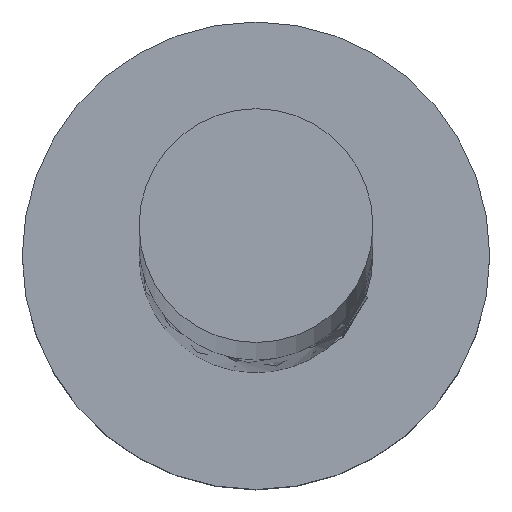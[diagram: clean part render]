
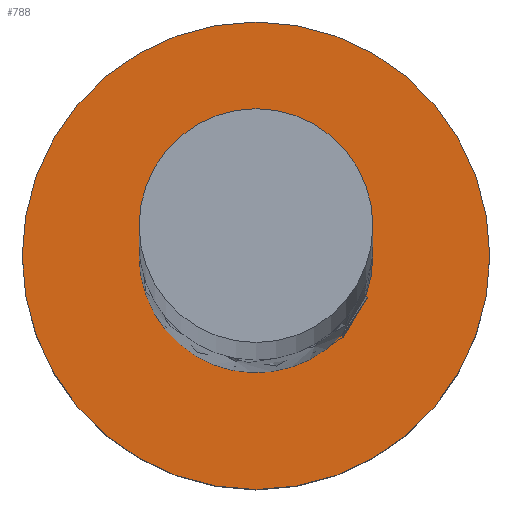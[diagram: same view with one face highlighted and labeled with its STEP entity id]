
A CAD part, top view. The second image highlights one B-rep face of the part: STEP entity #788.
In plain terms, the highlighted planar face has unit normal (0, 0, 1).
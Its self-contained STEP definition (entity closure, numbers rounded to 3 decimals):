
#46 = VERTEX_POINT ( 'NONE', #1700 ) ;
#53 = DIRECTION ( 'NONE',  ( 0., 0., 1. ) ) ;
#59 = DIRECTION ( 'NONE',  ( 1., 0., 0. ) ) ;
#72 = EDGE_CURVE ( 'NONE', #663, #500, #1645, .T. ) ;
#92 = CARTESIAN_POINT ( 'NONE',  ( 0.944, -0.35, 2. ) ) ;
#110 = EDGE_CURVE ( 'NONE', #224, #500, #1204, .T. ) ;
#118 = DIRECTION ( 'NONE',  ( 1., 0., 0. ) ) ;
#145 = VERTEX_POINT ( 'NONE', #1673 ) ;
#181 = EDGE_CURVE ( 'NONE', #46, #663, #303, .T. ) ;
#224 = VERTEX_POINT ( 'NONE', #673 ) ;
#227 = CARTESIAN_POINT ( 'NONE',  ( 0., 0., 2. ) ) ;
#241 = AXIS2_PLACEMENT_3D ( 'NONE', #766, #1344, #59 ) ;
#252 = DIRECTION ( 'NONE',  ( 0., 0., 1. ) ) ;
#270 = CARTESIAN_POINT ( 'NONE',  ( 0., 0., 2. ) ) ;
#303 =( BOUNDED_CURVE ( )  B_SPLINE_CURVE ( 1, ( #807, #428 ),
 .UNSPECIFIED., .F., .T. ) 
 B_SPLINE_CURVE_WITH_KNOTS ( ( 2, 2 ),
 ( 0., 0. ),
 .UNSPECIFIED. ) 
 CURVE ( )  GEOMETRIC_REPRESENTATION_ITEM ( )  RATIONAL_B_SPLINE_CURVE ( ( 0.995, 0.995 ) ) 
 REPRESENTATION_ITEM ( '' )  );
#399 = AXIS2_PLACEMENT_3D ( 'NONE', #270, #252, #118 ) ;
#404 = PLANE ( 'NONE',  #1161 ) ;
#425 = CIRCLE ( 'NONE', #1105, 1. ) ;
#428 = CARTESIAN_POINT ( 'NONE',  ( 0.744, -0.697, 2. ) ) ;
#480 = VERTEX_POINT ( 'NONE', #1360 ) ;
#500 = VERTEX_POINT ( 'NONE', #644 ) ;
#528 = ORIENTED_EDGE ( 'NONE', *, *, #110, .F. ) ;
#539 = CARTESIAN_POINT ( 'NONE',  ( 0.744, -0.697, 2. ) ) ;
#548 = EDGE_CURVE ( 'NONE', #480, #46, #1066, .T. ) ;
#597 = AXIS2_PLACEMENT_3D ( 'NONE', #227, #1086, #776 ) ;
#617 = EDGE_LOOP ( 'NONE', ( #1354, #1604 ) ) ;
#644 = CARTESIAN_POINT ( 'NONE',  ( 0.728, -0.686, 2. ) ) ;
#662 = CARTESIAN_POINT ( 'NONE',  ( 0.95, -0.354, 2. ) ) ;
#663 = VERTEX_POINT ( 'NONE', #977 ) ;
#673 = CARTESIAN_POINT ( 'NONE',  ( -1., 0., 2. ) ) ;
#686 = CIRCLE ( 'NONE', #597, 2. ) ;
#703 = DIRECTION ( 'NONE',  ( 1., 0., 0. ) ) ;
#766 = CARTESIAN_POINT ( 'NONE',  ( 0., 0., 2. ) ) ;
#776 = DIRECTION ( 'NONE',  ( 1., 0., 0. ) ) ;
#788 = ADVANCED_FACE ( 'NONE', ( #838, #1682 ), #404, .T. ) ;
#807 = CARTESIAN_POINT ( 'NONE',  ( 0.955, -0.357, 2. ) ) ;
#838 = FACE_OUTER_BOUND ( 'NONE', #617, .T. ) ;
#882 = ORIENTED_EDGE ( 'NONE', *, *, #548, .T. ) ;
#971 = CARTESIAN_POINT ( 'NONE',  ( 0.739, -0.694, 2. ) ) ;
#977 = CARTESIAN_POINT ( 'NONE',  ( 0.744, -0.697, 2. ) ) ;
#1002 = DIRECTION ( 'NONE',  ( 1., 0., 0. ) ) ;
#1062 = ORIENTED_EDGE ( 'NONE', *, *, #181, .T. ) ;
#1066 =( BOUNDED_CURVE ( )  B_SPLINE_CURVE ( 3, ( #1367, #92, #662, #1670 ),
 .UNSPECIFIED., .F., .T. ) 
 B_SPLINE_CURVE_WITH_KNOTS ( ( 4, 4 ),
 ( 0.001, 0.001 ),
 .UNSPECIFIED. ) 
 CURVE ( )  GEOMETRIC_REPRESENTATION_ITEM ( )  RATIONAL_B_SPLINE_CURVE ( ( 0.905, 0.933, 0.963, 0.995 ) ) 
 REPRESENTATION_ITEM ( '' )  );
#1084 = EDGE_LOOP ( 'NONE', ( #1062, #1784, #528, #1227, #882 ) ) ;
#1086 = DIRECTION ( 'NONE',  ( 0., 0., 1. ) ) ;
#1093 = VERTEX_POINT ( 'NONE', #1174 ) ;
#1105 = AXIS2_PLACEMENT_3D ( 'NONE', #1616, #53, #1002 ) ;
#1161 = AXIS2_PLACEMENT_3D ( 'NONE', #1569, #1417, #703 ) ;
#1174 = CARTESIAN_POINT ( 'NONE',  ( -2., 0., 2. ) ) ;
#1183 = EDGE_CURVE ( 'NONE', #480, #224, #425, .T. ) ;
#1204 = CIRCLE ( 'NONE', #399, 1. ) ;
#1227 = ORIENTED_EDGE ( 'NONE', *, *, #1183, .F. ) ;
#1292 = CARTESIAN_POINT ( 'NONE',  ( 0.733, -0.69, 2. ) ) ;
#1344 = DIRECTION ( 'NONE',  ( 0., 0., 1. ) ) ;
#1354 = ORIENTED_EDGE ( 'NONE', *, *, #1830, .T. ) ;
#1360 = CARTESIAN_POINT ( 'NONE',  ( 0.938, -0.347, 2. ) ) ;
#1367 = CARTESIAN_POINT ( 'NONE',  ( 0.938, -0.347, 2. ) ) ;
#1417 = DIRECTION ( 'NONE',  ( 0., 0., 1. ) ) ;
#1436 = CIRCLE ( 'NONE', #241, 2. ) ;
#1569 = CARTESIAN_POINT ( 'NONE',  ( 0., 0., 2. ) ) ;
#1604 = ORIENTED_EDGE ( 'NONE', *, *, #1718, .T. ) ;
#1616 = CARTESIAN_POINT ( 'NONE',  ( 0., 0., 2. ) ) ;
#1645 =( BOUNDED_CURVE ( )  B_SPLINE_CURVE ( 3, ( #539, #971, #1292, #1860 ),
 .UNSPECIFIED., .F., .T. ) 
 B_SPLINE_CURVE_WITH_KNOTS ( ( 4, 4 ),
 ( 0., 0. ),
 .UNSPECIFIED. ) 
 CURVE ( )  GEOMETRIC_REPRESENTATION_ITEM ( )  RATIONAL_B_SPLINE_CURVE ( ( 0.995, 0.963, 0.933, 0.905 ) ) 
 REPRESENTATION_ITEM ( '' )  );
#1670 = CARTESIAN_POINT ( 'NONE',  ( 0.955, -0.357, 2. ) ) ;
#1673 = CARTESIAN_POINT ( 'NONE',  ( 2., 0., 2. ) ) ;
#1682 = FACE_BOUND ( 'NONE', #1084, .T. ) ;
#1700 = CARTESIAN_POINT ( 'NONE',  ( 0.955, -0.357, 2. ) ) ;
#1718 = EDGE_CURVE ( 'NONE', #145, #1093, #686, .T. ) ;
#1784 = ORIENTED_EDGE ( 'NONE', *, *, #72, .T. ) ;
#1830 = EDGE_CURVE ( 'NONE', #1093, #145, #1436, .T. ) ;
#1860 = CARTESIAN_POINT ( 'NONE',  ( 0.728, -0.686, 2. ) ) ;
